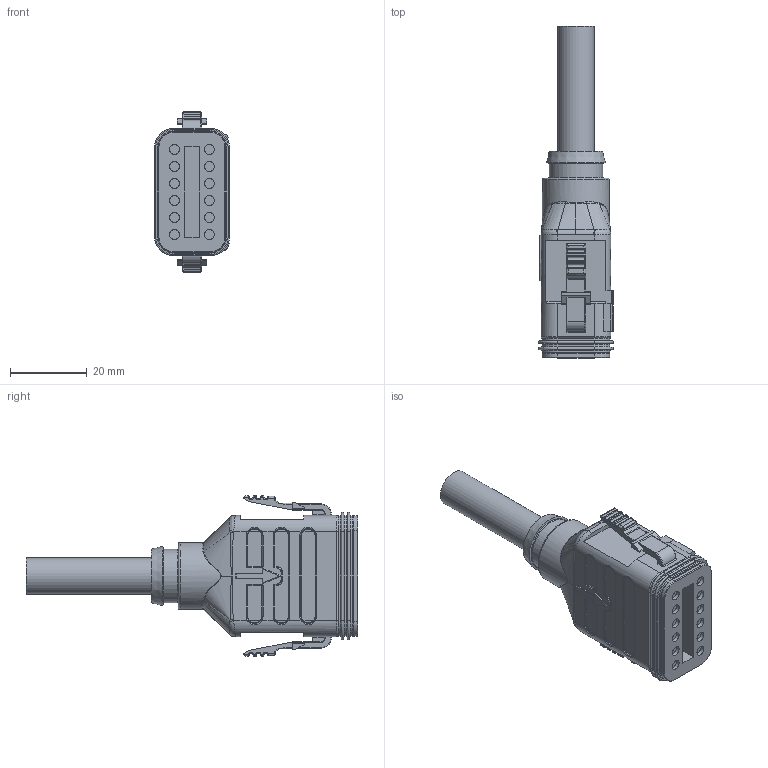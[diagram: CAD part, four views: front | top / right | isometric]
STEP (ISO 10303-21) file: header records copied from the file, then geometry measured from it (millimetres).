
FILE_DESCRIPTION(/* description */ (''),/* implementation_level */ '2;1');
FILE_NAME(/* name */ '1-V0011386__5039166__MA-DT06-12S-2-S370_assy_26-06-2023_stp.stp',/* time_stamp */ '2023-06-26T10:48:58+02:00',/* author */ ('ESCHA GmbH & Co. KG'),/* organization */ ('ESCHA GmbH & Co. KG'),/* preprocessor_version */ 'ST-DEVELOPER v16',/* originating_system */ 'SIEMENS PLM Software NX 10.0',/* authorisation */ '');
FILE_SCHEMA (('AUTOMOTIVE_DESIGN { 1 0 10303 214 3 1 1 1 }'));
Length unit declared in the file: millimetre
Products named in the file (1): t.he1D389D0Euqom
Bounding box: 19.57 x 86.75 x 41.99 mm (x, y, z)
Volume: 25397.5 mm3; surface area: 8166.5 mm2
Topology: 1 solids, 1 shells, 691 faces, 1710 edges, 1021 vertices
Faces by surface type: cylinder 262, plane 168, torus 131, bspline 106, sphere 22, cone 2
Full cylindrical faces by diameter (mm): 2.56 x12, 9.65 x1, 14 x1, 17.5 x1
Entity records: 23436 total; most frequent: CARTESIAN_POINT 7834, DIRECTION 3315, ORIENTED_EDGE 3224, EDGE_CURVE 1612, AXIS2_PLACEMENT_3D 1331, VERTEX_POINT 985, EDGE_LOOP 785, CIRCLE 721
